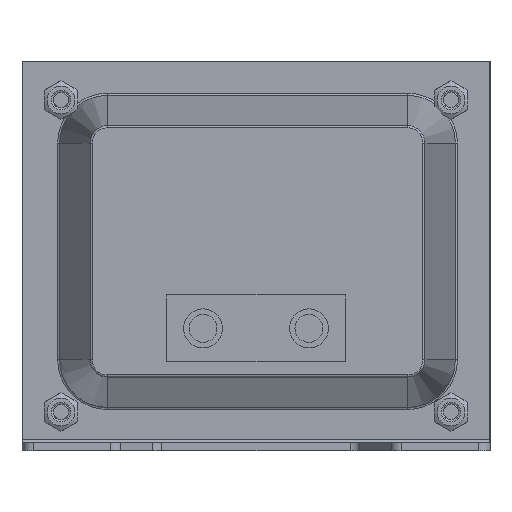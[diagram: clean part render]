
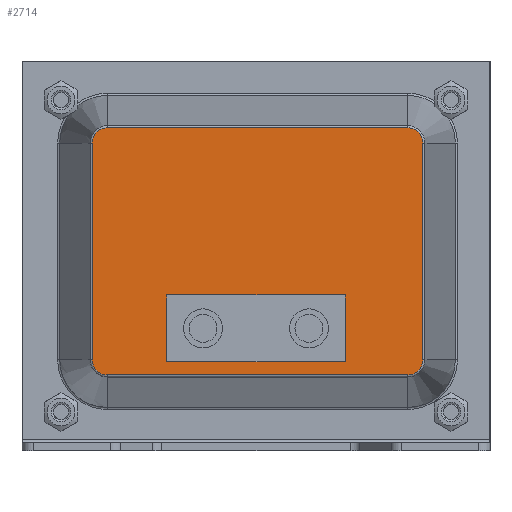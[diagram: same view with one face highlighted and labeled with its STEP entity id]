
A CAD part, front view. The second image highlights one B-rep face of the part: STEP entity #2714.
In plain terms, the highlighted face is planar.
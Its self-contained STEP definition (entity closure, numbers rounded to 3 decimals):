
#169=FACE_BOUND('',#507,.T.);
#233=PLANE('',#3115);
#341=FACE_OUTER_BOUND('',#506,.T.);
#506=EDGE_LOOP('',(#2080,#2081,#2082,#2083,#2084,#2085,#2086,#2087));
#507=EDGE_LOOP('',(#2088,#2089,#2090,#2091));
#695=LINE('',#4307,#898);
#699=LINE('',#4315,#902);
#702=LINE('',#4321,#905);
#705=LINE('',#4326,#908);
#727=LINE('',#4406,#930);
#729=LINE('',#4426,#932);
#732=LINE('',#4433,#935);
#734=LINE('',#4448,#937);
#898=VECTOR('',#3498,10.);
#902=VECTOR('',#3504,10.);
#905=VECTOR('',#3509,10.);
#908=VECTOR('',#3514,10.);
#930=VECTOR('',#3598,10.);
#932=VECTOR('',#3622,10.);
#935=VECTOR('',#3629,10.);
#937=VECTOR('',#3649,10.);
#1067=CIRCLE('',#3090,2.728);
#1071=CIRCLE('',#3095,2.728);
#1075=CIRCLE('',#3102,2.728);
#1079=CIRCLE('',#3107,2.728);
#1220=VERTEX_POINT('',#4305);
#1221=VERTEX_POINT('',#4306);
#1224=VERTEX_POINT('',#4314);
#1226=VERTEX_POINT('',#4320);
#1253=VERTEX_POINT('',#4403);
#1254=VERTEX_POINT('',#4405);
#1257=VERTEX_POINT('',#4412);
#1258=VERTEX_POINT('',#4417);
#1261=VERTEX_POINT('',#4424);
#1262=VERTEX_POINT('',#4429);
#1265=VERTEX_POINT('',#4436);
#1266=VERTEX_POINT('',#4441);
#1492=EDGE_CURVE('',#1220,#1221,#695,.T.);
#1496=EDGE_CURVE('',#1224,#1220,#699,.T.);
#1499=EDGE_CURVE('',#1226,#1224,#702,.T.);
#1502=EDGE_CURVE('',#1221,#1226,#705,.T.);
#1541=EDGE_CURVE('',#1253,#1254,#727,.T.);
#1545=EDGE_CURVE('',#1257,#1253,#1067,.T.);
#1549=EDGE_CURVE('',#1254,#1258,#1071,.T.);
#1551=EDGE_CURVE('',#1261,#1257,#729,.T.);
#1555=EDGE_CURVE('',#1258,#1262,#732,.T.);
#1557=EDGE_CURVE('',#1265,#1261,#1075,.T.);
#1561=EDGE_CURVE('',#1262,#1266,#1079,.T.);
#1563=EDGE_CURVE('',#1266,#1265,#734,.T.);
#2080=ORIENTED_EDGE('',*,*,#1541,.F.);
#2081=ORIENTED_EDGE('',*,*,#1545,.F.);
#2082=ORIENTED_EDGE('',*,*,#1551,.F.);
#2083=ORIENTED_EDGE('',*,*,#1557,.F.);
#2084=ORIENTED_EDGE('',*,*,#1563,.F.);
#2085=ORIENTED_EDGE('',*,*,#1561,.F.);
#2086=ORIENTED_EDGE('',*,*,#1555,.F.);
#2087=ORIENTED_EDGE('',*,*,#1549,.F.);
#2088=ORIENTED_EDGE('',*,*,#1492,.T.);
#2089=ORIENTED_EDGE('',*,*,#1502,.T.);
#2090=ORIENTED_EDGE('',*,*,#1499,.T.);
#2091=ORIENTED_EDGE('',*,*,#1496,.T.);
#2714=ADVANCED_FACE('',(#341,#169),#233,.T.);
#3090=AXIS2_PLACEMENT_3D('',#4414,#3606,#3607);
#3095=AXIS2_PLACEMENT_3D('',#4421,#3616,#3617);
#3102=AXIS2_PLACEMENT_3D('',#4438,#3634,#3635);
#3107=AXIS2_PLACEMENT_3D('',#4445,#3644,#3645);
#3115=AXIS2_PLACEMENT_3D('',#4467,#3669,#3670);
#3498=DIRECTION('',(0.,0.,-1.));
#3504=DIRECTION('',(-1.,0.,0.));
#3509=DIRECTION('',(0.,0.,1.));
#3514=DIRECTION('',(1.,0.,0.));
#3598=DIRECTION('',(1.,0.,0.));
#3606=DIRECTION('center_axis',(0.,-1.,0.));
#3607=DIRECTION('ref_axis',(-0.707,0.,-0.707));
#3616=DIRECTION('center_axis',(0.,-1.,0.));
#3617=DIRECTION('ref_axis',(0.707,0.,-0.707));
#3622=DIRECTION('',(0.,0.,-1.));
#3629=DIRECTION('',(0.,0.,1.));
#3634=DIRECTION('center_axis',(0.,-1.,0.));
#3635=DIRECTION('ref_axis',(-0.707,0.,0.707));
#3644=DIRECTION('center_axis',(0.,-1.,0.));
#3645=DIRECTION('ref_axis',(0.707,0.,0.707));
#3649=DIRECTION('',(-1.,0.,0.));
#3669=DIRECTION('center_axis',(0.,1.,0.));
#3670=DIRECTION('ref_axis',(0.,0.,1.));
#4305=CARTESIAN_POINT('',(-28.007,33.,58.));
#4306=CARTESIAN_POINT('',(-28.007,33.,26.));
#4307=CARTESIAN_POINT('',(-28.007,33.,49.862));
#4314=CARTESIAN_POINT('',(-16.007,33.,58.));
#4315=CARTESIAN_POINT('',(-25.917,33.,58.));
#4320=CARTESIAN_POINT('',(-16.007,33.,26.));
#4321=CARTESIAN_POINT('',(-16.007,33.,33.862));
#4326=CARTESIAN_POINT('',(-31.917,33.,26.));
#4403=CARTESIAN_POINT('',(-55.278,33.,12.044));
#4405=CARTESIAN_POINT('',(-16.374,33.,12.044));
#4406=CARTESIAN_POINT('',(-26.1,33.,12.044));
#4412=CARTESIAN_POINT('',(-58.007,33.,14.772));
#4414=CARTESIAN_POINT('Origin',(-55.278,33.,14.772));
#4417=CARTESIAN_POINT('',(-13.646,33.,14.772));
#4421=CARTESIAN_POINT('Origin',(-16.374,33.,14.772));
#4424=CARTESIAN_POINT('',(-58.007,33.,68.676));
#4426=CARTESIAN_POINT('',(-58.007,33.,28.248));
#4429=CARTESIAN_POINT('',(-13.646,33.,68.676));
#4433=CARTESIAN_POINT('',(-13.646,33.,55.2));
#4436=CARTESIAN_POINT('',(-55.278,33.,71.405));
#4438=CARTESIAN_POINT('Origin',(-55.278,33.,68.676));
#4441=CARTESIAN_POINT('',(-16.374,33.,71.405));
#4445=CARTESIAN_POINT('Origin',(-16.374,33.,68.676));
#4448=CARTESIAN_POINT('',(-45.552,33.,71.405));
#4467=CARTESIAN_POINT('Origin',(-35.826,33.,41.724));
